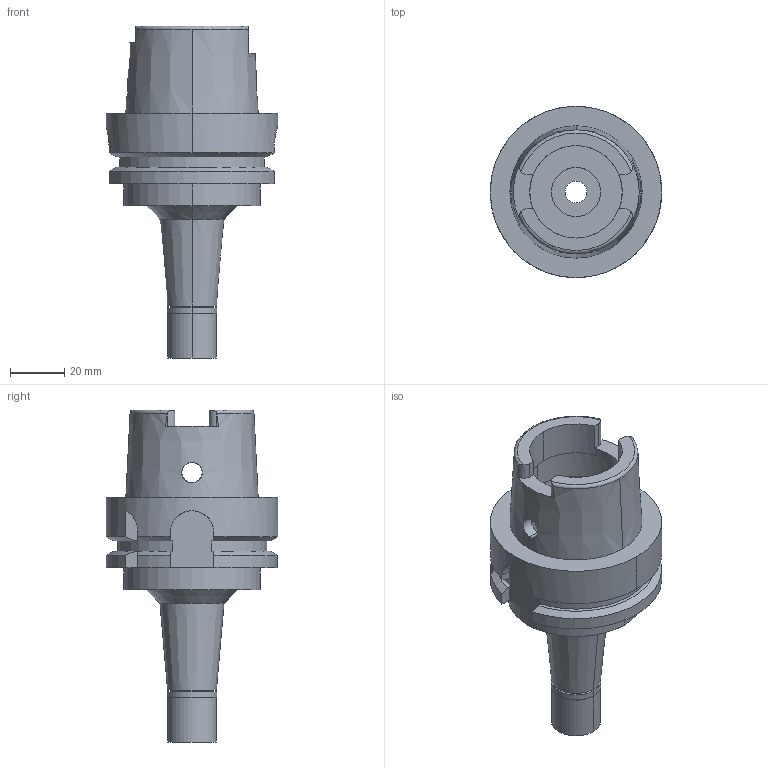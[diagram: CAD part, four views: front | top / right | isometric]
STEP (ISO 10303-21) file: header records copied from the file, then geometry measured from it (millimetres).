
FILE_DESCRIPTION (( 'STEP AP203' ), '1' );
FILE_NAME ('HSK-A63-MEGA8S-90T.stp', '2019-07-02T20:52:16', ( '' ), ( '' ), 'SwSTEP 2.0', 'SolidWorks 2019', '' );
FILE_SCHEMA (( 'CONFIG_CONTROL_DESIGN' ));
Length unit declared in the file: millimetre
Products named in the file (7): HSK-A63-MEGA8S-90T; HA63MS08090T-080_ASM.stp; MGN8S_1.stp; HSK-A63-MEGA8S-90T-080.stp; HSK-A63-MEGA8S-90T_1.stp; HSK-A63-MEGA8S-90T-080-FreeParts; DXF_TEMP_ASSY_ASM_4_ASM.stp
Assembly tree (5 placements, depth 5):
  HSK-A63-MEGA8S-90T
    HSK-A63-MEGA8S-90T-080.stp
      HA63MS08090T-080_ASM.stp
        DXF_TEMP_ASSY_ASM_4_ASM.stp
          HSK-A63-MEGA8S-90T_1.stp
          MGN8S_1.stp
  HSK-A63-MEGA8S-90T-080-FreeParts
Bounding box: 63 x 63 x 122 mm (x, y, z)
Volume: 111663.9 mm3; surface area: 30417.7 mm2
Topology: 2 solids, 2 shells, 122 faces, 308 edges, 200 vertices
Faces by surface type: cylinder 53, plane 47, cone 18, torus 4
Entity records: 5552 total; most frequent: CARTESIAN_POINT 1853, DIRECTION 660, ORIENTED_EDGE 616, EDGE_CURVE 308, AXIS2_PLACEMENT_3D 263, VERTEX_POINT 200, EDGE_LOOP 140, VECTOR 134
